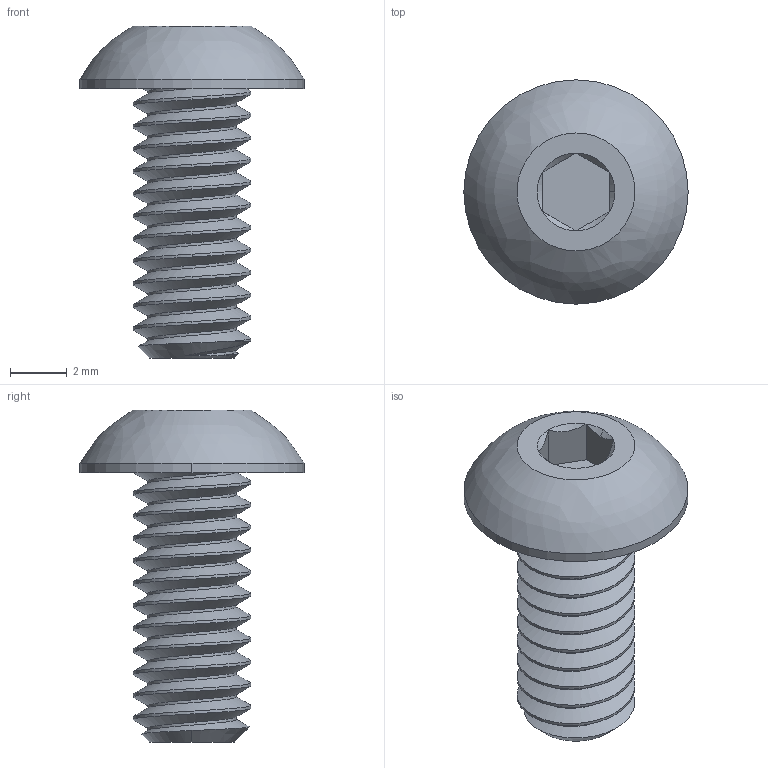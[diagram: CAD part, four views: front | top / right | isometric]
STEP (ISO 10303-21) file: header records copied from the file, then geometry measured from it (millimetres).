
FILE_DESCRIPTION (( 'STEP AP203' ), '1' );
FILE_NAME ('WCP-0250.STEP', '2021-05-12T23:55:47', ( '' ), ( '' ), 'SwSTEP 2.0', 'SolidWorks 2020', '' );
FILE_SCHEMA (( 'CONFIG_CONTROL_DESIGN' ));
Length unit declared in the file: inch
Products named in the file (1): WCP-0250
Bounding box: 7.92 x 7.92 x 11.73 mm (x, y, z)
Volume: 171 mm3; surface area: 322.1 mm2
Topology: 1 solids, 1 shells, 48 faces, 122 edges, 79 vertices
Faces by surface type: cylinder 25, plane 10, cone 9, bspline 4
Entity records: 3536 total; most frequent: CARTESIAN_POINT 2479, ORIENTED_EDGE 244, DIRECTION 161, EDGE_CURVE 122, VERTEX_POINT 79, AXIS2_PLACEMENT_3D 61, EDGE_LOOP 51, FACE_OUTER_BOUND 48
